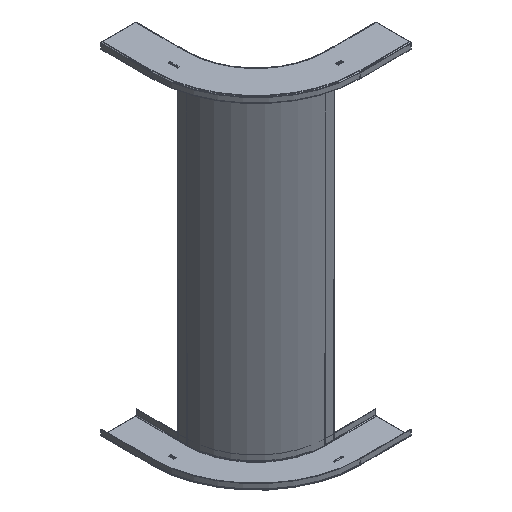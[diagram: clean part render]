
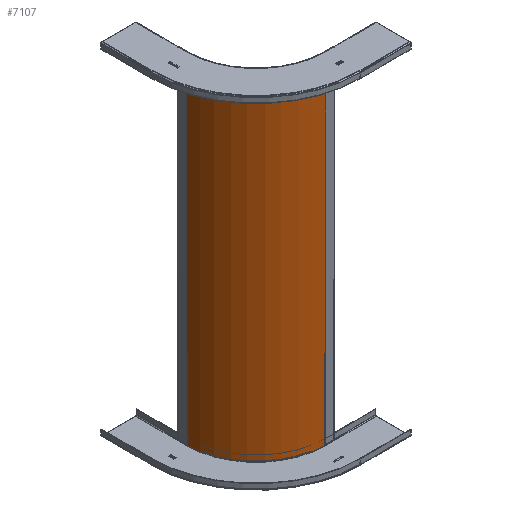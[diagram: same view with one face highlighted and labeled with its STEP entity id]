
A CAD part, isometric view. The second image highlights one B-rep face of the part: STEP entity #7107.
In plain terms, the highlighted cylindrical face has radius 122.75 mm (diameter 245.5 mm), a partial arc.
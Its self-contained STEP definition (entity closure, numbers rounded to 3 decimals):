
#6875=CARTESIAN_POINT('',(-15.,121.75,601.5));
#6876=DIRECTION('',(0.,0.,1.));
#6877=DIRECTION('',(-1.,0.,0.));
#6878=AXIS2_PLACEMENT_3D('',#6875,#6876,#6877);
#6913=DIRECTION('',(0.,0.,-1.));
#6914=VECTOR('',#6913,601.5);
#6915=CARTESIAN_POINT('',(-137.75,121.75,601.5));
#6916=LINE('',#6915,#6914);
#6917=DIRECTION('',(0.,0.,1.));
#6918=VECTOR('',#6917,601.5);
#6919=CARTESIAN_POINT('',(-15.,-1.,0.));
#6920=LINE('',#6919,#6918);
#6925=CARTESIAN_POINT('',(-15.,121.75,0.));
#6926=DIRECTION('',(0.,0.,-1.));
#6927=DIRECTION('',(0.,-1.,0.));
#6928=AXIS2_PLACEMENT_3D('',#6925,#6926,#6927);
#6987=CARTESIAN_POINT('',(-15.,-1.,0.));
#6988=CARTESIAN_POINT('',(-15.,-1.,601.5));
#6989=VERTEX_POINT('',#6987);
#6990=VERTEX_POINT('',#6988);
#7005=CARTESIAN_POINT('',(-137.75,121.75,601.5));
#7006=VERTEX_POINT('',#7005);
#7007=CARTESIAN_POINT('',(-137.75,121.75,0.));
#7009=VERTEX_POINT('',#7007);
#7094=CARTESIAN_POINT('',(-15.,121.75,601.5));
#7095=DIRECTION('',(0.,0.,-1.));
#7096=DIRECTION('',(-1.,0.,0.));
#7097=AXIS2_PLACEMENT_3D('',#7094,#7095,#7096);
#7098=CYLINDRICAL_SURFACE('',#7097,122.75);
#7100=ORIENTED_EDGE('',*,*,#7099,.T.);
#7102=ORIENTED_EDGE('',*,*,#7101,.F.);
#7103=ORIENTED_EDGE('',*,*,#7026,.T.);
#7104=ORIENTED_EDGE('',*,*,#7086,.F.);
#7105=EDGE_LOOP('',(#7100,#7102,#7103,#7104));
#7106=FACE_OUTER_BOUND('',#7105,.F.);
#7107=ADVANCED_FACE('',(#7106),#7098,.T.);
#6879=CIRCLE('',#6878,122.75);
#6929=CIRCLE('',#6928,122.75);
#7026=EDGE_CURVE('',#7006,#6990,#6879,.T.);
#7086=EDGE_CURVE('',#6989,#6990,#6920,.T.);
#7099=EDGE_CURVE('',#6989,#7009,#6929,.T.);
#7101=EDGE_CURVE('',#7006,#7009,#6916,.T.);
